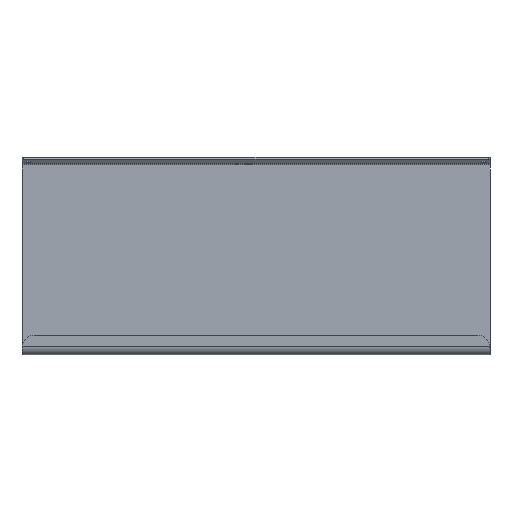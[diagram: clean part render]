
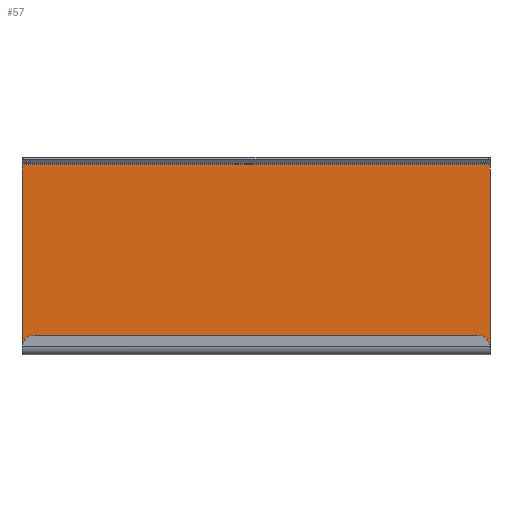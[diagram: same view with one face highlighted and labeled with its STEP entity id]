
A CAD part, front view. The second image highlights one B-rep face of the part: STEP entity #57.
In plain terms, the highlighted planar face has unit normal (0, -1, 0).
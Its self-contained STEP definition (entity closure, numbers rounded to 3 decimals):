
#57=ADVANCED_FACE('',(#91),#92,.F.);
#91=FACE_OUTER_BOUND('',#148,.T.);
#92=PLANE('',#149);
#148=EDGE_LOOP('',(#255,#256,#257,#258));
#149=AXIS2_PLACEMENT_3D('',#259,#260,#261);
#255=ORIENTED_EDGE('',*,*,#460,.F.);
#256=ORIENTED_EDGE('',*,*,#440,.F.);
#257=ORIENTED_EDGE('',*,*,#461,.F.);
#258=ORIENTED_EDGE('',*,*,#446,.F.);
#259=CARTESIAN_POINT('',(0.0,0.0,0.0));
#260=DIRECTION('',(-0.0,1.0,0.0));
#261=DIRECTION('',(1.0,0.0,0.0));
#440=EDGE_CURVE('',#533,#535,#536,.T.);
#446=EDGE_CURVE('',#545,#547,#548,.T.);
#460=EDGE_CURVE('',#535,#545,#570,.T.);
#461=EDGE_CURVE('',#547,#533,#571,.T.);
#533=VERTEX_POINT('',#668);
#535=VERTEX_POINT('',#670);
#536=LINE('',#671,#672);
#545=VERTEX_POINT('',#684);
#547=VERTEX_POINT('',#686);
#548=LINE('',#687,#688);
#570=LINE('',#718,#719);
#571=LINE('',#720,#721);
#668=CARTESIAN_POINT('',(-150.0,0.0,-64.5));
#670=CARTESIAN_POINT('',(-150.0,0.0,51.704));
#671=CARTESIAN_POINT('',(-150.0,0.0,-70.0));
#672=VECTOR('',#832,1000.0);
#684=CARTESIAN_POINT('',(150.0,0.0,51.704));
#686=CARTESIAN_POINT('',(150.0,0.0,-64.5));
#687=CARTESIAN_POINT('',(150.0,0.0,70.0));
#688=VECTOR('',#842,1000.0);
#718=CARTESIAN_POINT('',(-150.0,0.0,51.704));
#719=VECTOR('',#866,1000.0);
#720=CARTESIAN_POINT('',(150.0,0.0,-64.5));
#721=VECTOR('',#867,1000.0);
#832=DIRECTION('',(0.0,0.0,1.0));
#842=DIRECTION('',(0.0,0.0,-1.0));
#866=DIRECTION('',(1.0,0.0,0.0));
#867=DIRECTION('',(-1.0,0.0,0.0));
